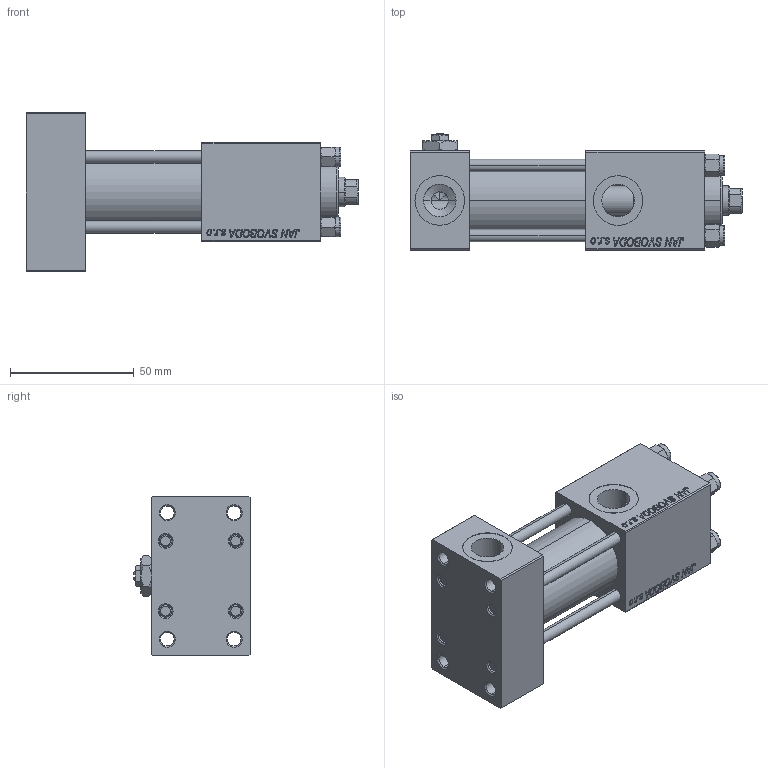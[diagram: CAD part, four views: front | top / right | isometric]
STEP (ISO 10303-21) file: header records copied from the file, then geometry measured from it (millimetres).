
FILE_DESCRIPTION (( 'STEP AP203' ), '1' );
FILE_NAME ('36c9.STEP', '2023-08-22T21:52:50', ( '' ), ( '' ), 'SwSTEP 2.0', 'SolidWorks 2019', '' );
FILE_SCHEMA (( 'CONFIG_CONTROL_DESIGN' ));
Length unit declared in the file: millimetre
Products named in the file (7): 36c9; Zatka_pro_OIL_PORT 01ca3c631117bb17eee5391ad64bb5b3; V215CR_E_Body 01ca3c631117bb17eee5391ad64bb5b3; V215_VC_A 01ca3c631117bb17eee5391ad64bb5b3; V215CR_VCP_E 01ca3c631117bb17eee5391ad64bb5b3; NUT_M5_E 01ca3c631117bb17eee5391ad64bb5b3; V215CR_TYCINKA_E 01ca3c631117bb17eee5391ad64bb5b3
Assembly tree (12 placements, depth 2):
  36c9
    V215CR_E_Body 01ca3c631117bb17eee5391ad64bb5b3
    V215CR_VCP_E 01ca3c631117bb17eee5391ad64bb5b3
    V215CR_TYCINKA_E 01ca3c631117bb17eee5391ad64bb5b3  x4
    NUT_M5_E 01ca3c631117bb17eee5391ad64bb5b3  x4
    V215_VC_A 01ca3c631117bb17eee5391ad64bb5b3
    Zatka_pro_OIL_PORT 01ca3c631117bb17eee5391ad64bb5b3
Bounding box: 134 x 47 x 64 mm (x, y, z)
Volume: 162455.8 mm3; surface area: 63451.7 mm2
Topology: 12 solids, 12 shells, 1187 faces, 2974 edges, 1916 vertices
Faces by surface type: plane 520, bspline 392, cone 174, cylinder 93, torus 8
Entity records: 51635 total; most frequent: CARTESIAN_POINT 27539, ORIENTED_EDGE 5440, DIRECTION 3480, EDGE_CURVE 2720, VERTEX_POINT 1772, LINE 1598, VECTOR 1598, EDGE_LOOP 1202
